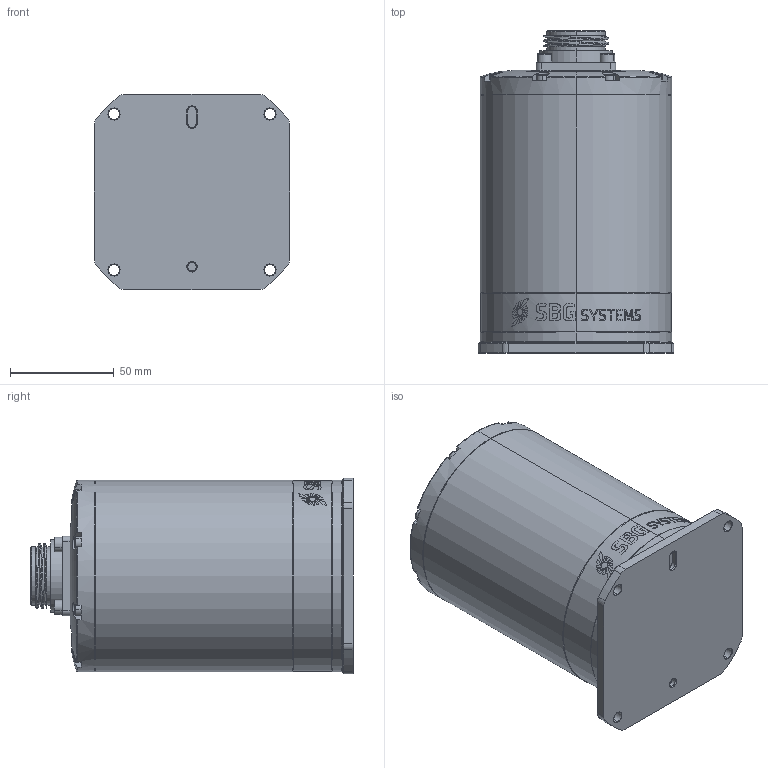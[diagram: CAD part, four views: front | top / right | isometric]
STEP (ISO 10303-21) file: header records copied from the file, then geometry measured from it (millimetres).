
FILE_DESCRIPTION (( 'STEP AP214' ), '1' );
FILE_NAME ('TGNS-U6000.STEP', '2014-06-12T08:02:16', ( '' ), ( '' ), 'SwSTEP 2.0', 'SolidWorks 2013', '' );
FILE_SCHEMA (( 'AUTOMOTIVE_DESIGN' ));
Length unit declared in the file: millimetre
Products named in the file (1): TGNS-U6000
Bounding box: 94 x 154.85 x 94 mm (x, y, z)
Volume: 919503.9 mm3; surface area: 62422.1 mm2
Topology: 1 solids, 6 shells, 876 faces, 2182 edges, 1373 vertices
Faces by surface type: plane 330, cylinder 229, bspline 151, cone 85, torus 81
Entity records: 46617 total; most frequent: CARTESIAN_POINT 17298, ORIENTED_EDGE 4332, DIRECTION 3733, EDGE_CURVE 2166, AXIS2_PLACEMENT_3D 1433, VERTEX_POINT 1373, EDGE_LOOP 965, ADVANCED_FACE 876
